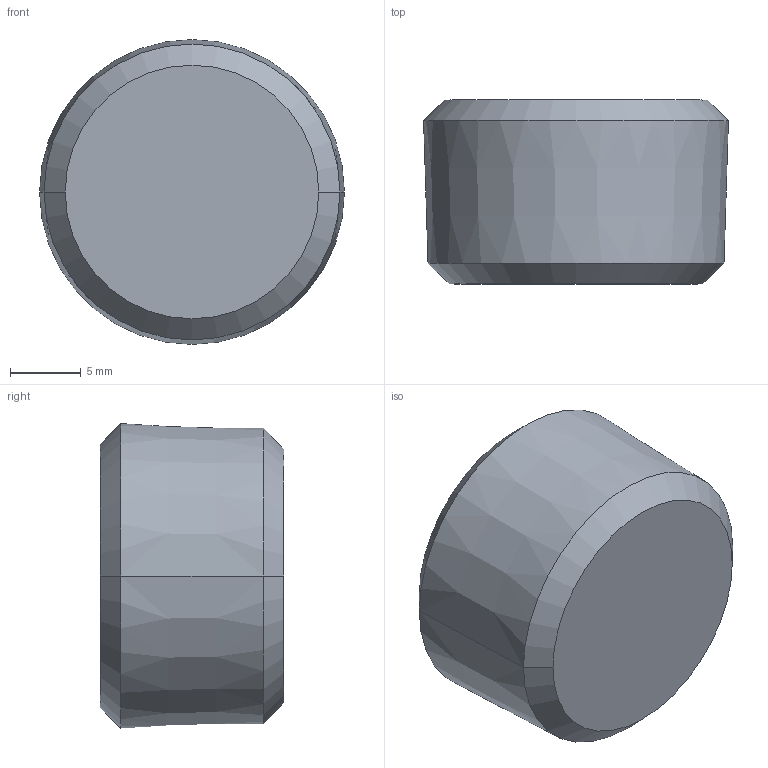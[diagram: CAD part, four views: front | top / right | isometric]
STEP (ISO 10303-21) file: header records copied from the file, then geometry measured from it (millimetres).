
FILE_DESCRIPTION(('STEP AP214'),'1');
FILE_NAME('0205_22_00.stp','2016-07-07T14:35:03',('TraceParts'),('TraceParts S.A.'),'Spatial InterOp 3D',' ',' ');
FILE_SCHEMA(('automotive_design'));
Length unit declared in the file: millimetre
Products named in the file (1): 1
Bounding box: 21.55 x 13 x 21.55 mm (x, y, z)
Volume: 3726.8 mm3; surface area: 1788 mm2
Topology: 1 solids, 1 shells, 18 faces, 38 edges, 24 vertices
Faces by surface type: plane 10, cone 6, cylinder 2
Entity records: 497 total; most frequent: DIRECTION 88, CARTESIAN_POINT 81, ORIENTED_EDGE 76, EDGE_CURVE 38, AXIS2_PLACEMENT_3D 31, LINE 26, VECTOR 26, VERTEX_POINT 24
